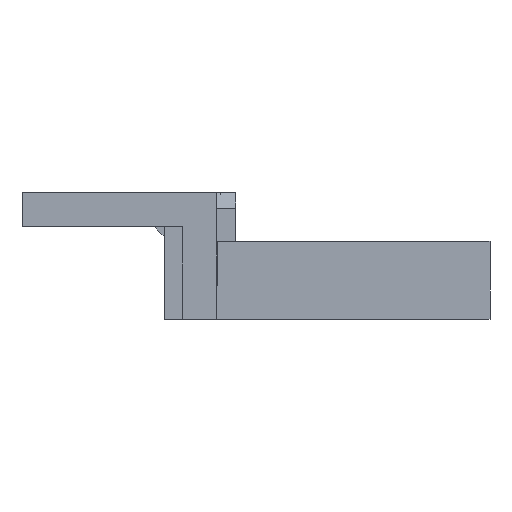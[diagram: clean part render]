
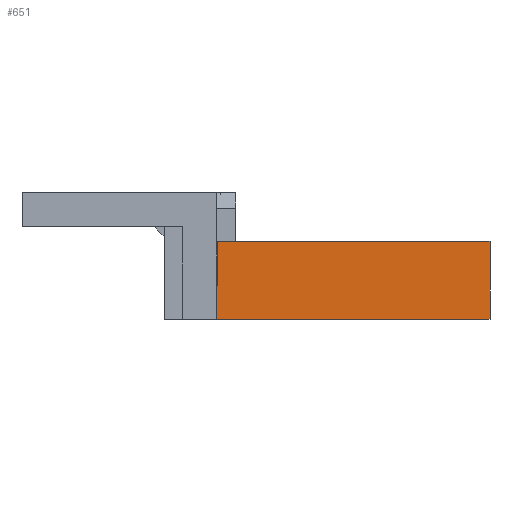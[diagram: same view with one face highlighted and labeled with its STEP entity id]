
A CAD part, front view. The second image highlights one B-rep face of the part: STEP entity #651.
In plain terms, the highlighted planar face has unit normal (0, -1, 0).
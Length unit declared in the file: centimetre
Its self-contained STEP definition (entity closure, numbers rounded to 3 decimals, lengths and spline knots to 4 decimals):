
#17=FACE_OUTER_BOUND($,#51,.T.);
#51=EDGE_LOOP($,(#438,#439,#440,#441));
#92=LINE($,#909,#186);
#93=LINE($,#912,#187);
#94=LINE($,#914,#188);
#95=LINE($,#915,#189);
#186=VECTOR($,#739,0.4);
#187=VECTOR($,#742,1.4);
#188=VECTOR($,#743,0.4);
#189=VECTOR($,#744,1.4);
#276=VERTEX_POINT($,#902);
#279=VERTEX_POINT($,#907);
#280=VERTEX_POINT($,#911);
#281=VERTEX_POINT($,#913);
#342=EDGE_CURVE($,#279,#276,#92,.F.);
#343=EDGE_CURVE($,#279,#280,#93,.T.);
#344=EDGE_CURVE($,#281,#280,#94,.T.);
#345=EDGE_CURVE($,#276,#281,#95,.T.);
#438=ORIENTED_EDGE($,*,*,#343,.T.);
#439=ORIENTED_EDGE($,*,*,#344,.F.);
#440=ORIENTED_EDGE($,*,*,#345,.F.);
#441=ORIENTED_EDGE($,*,*,#342,.F.);
#617=PLANE($,#690);
#651=ADVANCED_FACE($,(#17),#617,.F.);
#690=AXIS2_PLACEMENT_3D($,#910,#740,#741);
#739=DIRECTION($,(0.,0.,1.));
#740=DIRECTION('center_axis',(0.,1.,0.));
#741=DIRECTION('ref_axis',(1.,0.,0.));
#742=DIRECTION($,(-1.,0.,0.));
#743=DIRECTION($,(0.,0.,1.));
#744=DIRECTION($,(-1.,0.,0.));
#902=CARTESIAN_POINT('',(-1.0125,2.4,0.));
#907=CARTESIAN_POINT('',(-1.0125,2.4,0.4));
#909=CARTESIAN_POINT($,(-1.0125,2.4,0.3));
#910=CARTESIAN_POINT('Origin',(-2.3125,2.4,0.3));
#911=CARTESIAN_POINT('',(-2.4125,2.4,0.4));
#912=CARTESIAN_POINT($,(-2.3125,2.4,0.4));
#913=CARTESIAN_POINT('',(-2.4125,2.4,0.));
#914=CARTESIAN_POINT($,(-2.4125,2.4,0.3125));
#915=CARTESIAN_POINT($,(-2.3125,2.4,0.));
